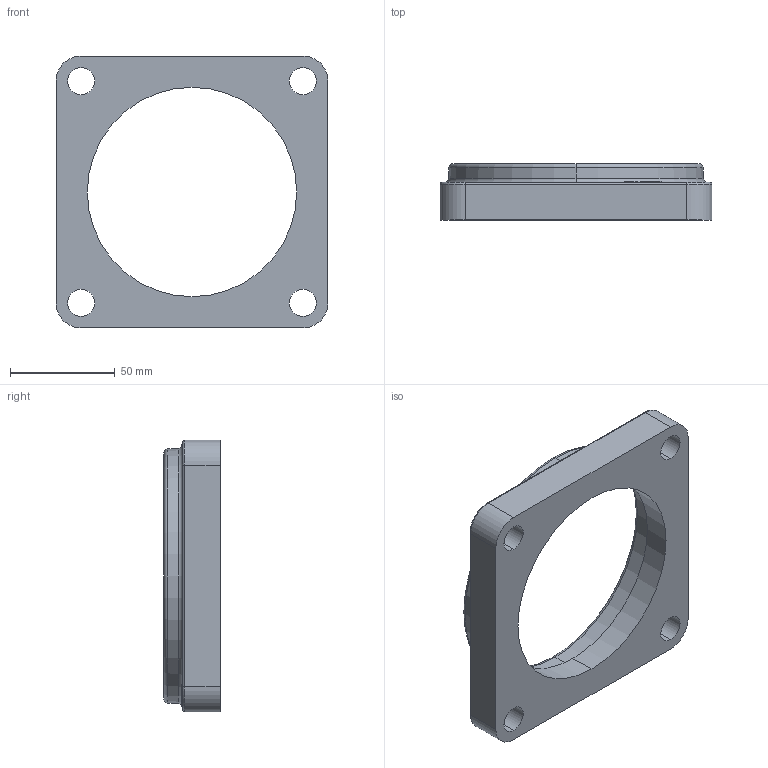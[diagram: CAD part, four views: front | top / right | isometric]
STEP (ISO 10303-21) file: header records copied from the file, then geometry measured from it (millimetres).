
FILE_DESCRIPTION (( 'STEP AP214' ), '1' );
FILE_NAME ('FL100VG_23196.STEP', '2012-09-24T11:13:14', ( 'Admin2' ), ( '' ), 'SwSTEP 2.0', 'SolidWorks 2010', '' );
FILE_SCHEMA (( 'AUTOMOTIVE_DESIGN' ));
Length unit declared in the file: millimetre
Products named in the file (1): FL100VG_23196
Bounding box: 130 x 27 x 130 mm (x, y, z)
Volume: 157387.3 mm3; surface area: 39724.4 mm2
Topology: 1 solids, 1 shells, 306 faces, 806 edges, 532 vertices
Faces by surface type: plane 175, bspline 97, cylinder 16, torus 12, cone 6
Entity records: 14977 total; most frequent: CARTESIAN_POINT 7862, ORIENTED_EDGE 1612, DIRECTION 1096, EDGE_CURVE 806, LINE 548, VECTOR 548, VERTEX_POINT 532, EDGE_LOOP 346
